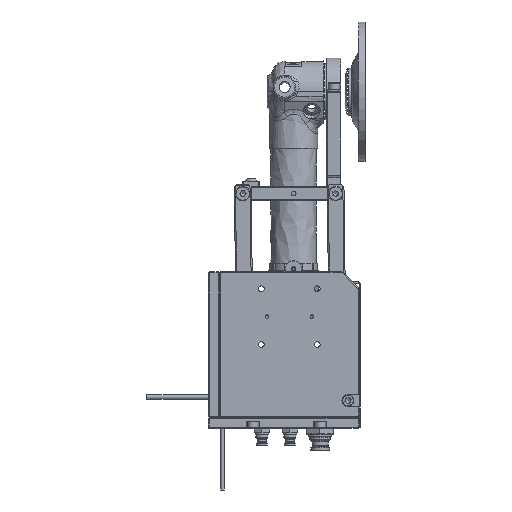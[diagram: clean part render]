
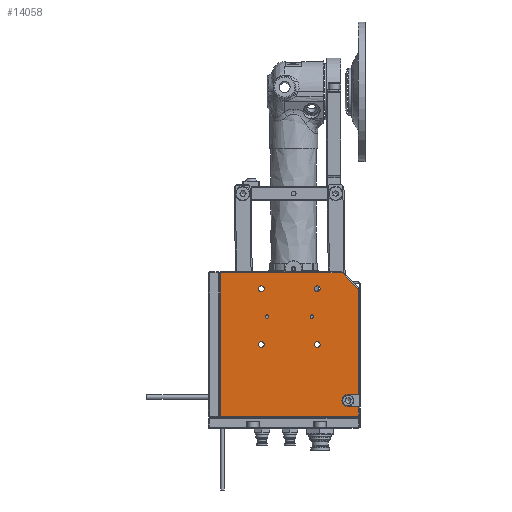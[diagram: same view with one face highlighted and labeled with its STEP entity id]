
A CAD part, left-side view. The second image highlights one B-rep face of the part: STEP entity #14058.
In plain terms, the highlighted planar face has unit normal (-1, 0, 0).
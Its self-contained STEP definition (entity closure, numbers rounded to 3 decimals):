
#298 = EDGE_CURVE ( 'NONE', #9756, #9756, #37085, .T. ) ;
#1154 = CARTESIAN_POINT ( 'NONE',  ( -52.5, -11., -1. ) ) ;
#1306 = DIRECTION ( 'NONE',  ( 0., -1., 0. ) ) ;
#1357 = ORIENTED_EDGE ( 'NONE', *, *, #4232, .F. ) ;
#2171 = VERTEX_POINT ( 'NONE', #18428 ) ;
#2383 = CARTESIAN_POINT ( 'NONE',  ( -52.5, -125., -120.5 ) ) ;
#2425 = CARTESIAN_POINT ( 'NONE',  ( -52.5, -145., -130. ) ) ;
#3925 = CARTESIAN_POINT ( 'NONE',  ( -52.5, -134., -120.5 ) ) ;
#3958 = VERTEX_POINT ( 'NONE', #18849 ) ;
#4104 = VECTOR ( 'NONE', #9102, 1000. ) ;
#4162 = DIRECTION ( 'NONE',  ( -1., 0., 0. ) ) ;
#4178 = EDGE_LOOP ( 'NONE', ( #1357 ) ) ;
#4232 = EDGE_CURVE ( 'NONE', #25162, #25162, #36016, .T. ) ;
#4347 = CARTESIAN_POINT ( 'NONE',  ( -52.5, -50., -65. ) ) ;
#4385 = DIRECTION ( 'NONE',  ( -1., 0., 0. ) ) ;
#4489 = ORIENTED_EDGE ( 'NONE', *, *, #27719, .F. ) ;
#4884 = CARTESIAN_POINT ( 'NONE',  ( -52.5, -11., -129. ) ) ;
#5019 = AXIS2_PLACEMENT_3D ( 'NONE', #25038, #14539, #14763 ) ;
#5781 = VERTEX_POINT ( 'NONE', #29909 ) ;
#7061 = CARTESIAN_POINT ( 'NONE',  ( -52.5, -97.5, -15. ) ) ;
#7111 = DIRECTION ( 'NONE',  ( 0., -1., 0. ) ) ;
#7731 = CIRCLE ( 'NONE', #32776, 2.5 ) ;
#7756 = VERTEX_POINT ( 'NONE', #15508 ) ;
#9102 = DIRECTION ( 'NONE',  ( 0., 0.707, 0.707 ) ) ;
#9135 = DIRECTION ( 'NONE',  ( 1., 0., 0. ) ) ;
#9756 = VERTEX_POINT ( 'NONE', #26970 ) ;
#10238 = LINE ( 'NONE', #41529, #27732 ) ;
#10727 = DIRECTION ( 'NONE',  ( 0., -1., 0. ) ) ;
#11328 = DIRECTION ( 'NONE',  ( 0., -1., 0. ) ) ;
#11574 = ORIENTED_EDGE ( 'NONE', *, *, #30260, .F. ) ;
#11720 = DIRECTION ( 'NONE',  ( 0., 1., 0. ) ) ;
#11737 = AXIS2_PLACEMENT_3D ( 'NONE', #16528, #29908, #13135 ) ;
#11873 = LINE ( 'NONE', #25530, #40750 ) ;
#11948 = CARTESIAN_POINT ( 'NONE',  ( -52.5, -10., -1. ) ) ;
#12478 = CARTESIAN_POINT ( 'NONE',  ( -52.5, -196.793, -78.207 ) ) ;
#12900 = EDGE_LOOP ( 'NONE', ( #4489 ) ) ;
#13023 = EDGE_CURVE ( 'NONE', #30858, #13709, #42043, .T. ) ;
#13135 = DIRECTION ( 'NONE',  ( 0., -1., 0. ) ) ;
#13709 = VERTEX_POINT ( 'NONE', #3925 ) ;
#13981 = DIRECTION ( 'NONE',  ( 0., -1., 0. ) ) ;
#14058 = ADVANCED_FACE ( 'NONE', ( #31715, #21461, #43573, #22806, #39795, #16760, #20116 ), #40420, .F. ) ;
#14539 = DIRECTION ( 'NONE',  ( -1., 0., 0. ) ) ;
#14763 = DIRECTION ( 'NONE',  ( 0., -1., 0. ) ) ;
#15508 = CARTESIAN_POINT ( 'NONE',  ( -52.5, -125., -109.5 ) ) ;
#15641 = VERTEX_POINT ( 'NONE', #36406 ) ;
#15676 = EDGE_CURVE ( 'NONE', #25387, #18920, #34105, .T. ) ;
#16181 = LINE ( 'NONE', #33155, #38587 ) ;
#16365 = CIRCLE ( 'NONE', #27724, 2.5 ) ;
#16515 = CIRCLE ( 'NONE', #17924, 5.5 ) ;
#16528 = CARTESIAN_POINT ( 'NONE',  ( -52.5, -47.5, -65. ) ) ;
#16760 = FACE_BOUND ( 'NONE', #12900, .T. ) ;
#17567 = DIRECTION ( 'NONE',  ( 0., -1., 0. ) ) ;
#17629 = CARTESIAN_POINT ( 'NONE',  ( -52.5, -125., -115. ) ) ;
#17924 = AXIS2_PLACEMENT_3D ( 'NONE', #17629, #4162, #7111 ) ;
#18151 = CARTESIAN_POINT ( 'NONE',  ( -52.5, -134., -129. ) ) ;
#18241 = ORIENTED_EDGE ( 'NONE', *, *, #298, .F. ) ;
#18257 = ORIENTED_EDGE ( 'NONE', *, *, #25059, .T. ) ;
#18428 = CARTESIAN_POINT ( 'NONE',  ( -52.5, -134., -15.414 ) ) ;
#18828 = CARTESIAN_POINT ( 'NONE',  ( -52.5, -147.803, -120.5 ) ) ;
#18849 = CARTESIAN_POINT ( 'NONE',  ( -52.5, -134., -109.5 ) ) ;
#18920 = VERTEX_POINT ( 'NONE', #18151 ) ;
#19033 = ORIENTED_EDGE ( 'NONE', *, *, #15676, .T. ) ;
#19456 = VERTEX_POINT ( 'NONE', #32614 ) ;
#19472 = DIRECTION ( 'NONE',  ( 0., 1., 0. ) ) ;
#20116 = FACE_OUTER_BOUND ( 'NONE', #30320, .T. ) ;
#20561 = ORIENTED_EDGE ( 'NONE', *, *, #35661, .T. ) ;
#20700 = AXIS2_PLACEMENT_3D ( 'NONE', #37686, #30322, #43960 ) ;
#21461 = FACE_BOUND ( 'NONE', #25781, .T. ) ;
#21475 = EDGE_LOOP ( 'NONE', ( #18241 ) ) ;
#21903 = EDGE_CURVE ( 'NONE', #35101, #25387, #10238, .T. ) ;
#22167 = ORIENTED_EDGE ( 'NONE', *, *, #29487, .F. ) ;
#22806 = FACE_BOUND ( 'NONE', #4178, .T. ) ;
#24056 = DIRECTION ( 'NONE',  ( -1., 0., 0. ) ) ;
#24196 = LINE ( 'NONE', #34909, #28273 ) ;
#25038 = CARTESIAN_POINT ( 'NONE',  ( -52.5, -52.5, -40. ) ) ;
#25059 = EDGE_CURVE ( 'NONE', #2171, #33945, #43121, .T. ) ;
#25162 = VERTEX_POINT ( 'NONE', #4347 ) ;
#25387 = VERTEX_POINT ( 'NONE', #4884 ) ;
#25530 = CARTESIAN_POINT ( 'NONE',  ( -52.5, -134., -120.5 ) ) ;
#25781 = EDGE_LOOP ( 'NONE', ( #39529 ) ) ;
#26437 = ORIENTED_EDGE ( 'NONE', *, *, #42825, .T. ) ;
#26674 = ORIENTED_EDGE ( 'NONE', *, *, #43318, .T. ) ;
#26910 = ORIENTED_EDGE ( 'NONE', *, *, #29824, .F. ) ;
#26970 = CARTESIAN_POINT ( 'NONE',  ( -52.5, -50., -15. ) ) ;
#27004 = EDGE_LOOP ( 'NONE', ( #26910 ) ) ;
#27087 = AXIS2_PLACEMENT_3D ( 'NONE', #2425, #9135, #19472 ) ;
#27719 = EDGE_CURVE ( 'NONE', #5781, #5781, #7731, .T. ) ;
#27724 = AXIS2_PLACEMENT_3D ( 'NONE', #35041, #4385, #11328 ) ;
#27732 = VECTOR ( 'NONE', #38164, 1000. ) ;
#27889 = EDGE_CURVE ( 'NONE', #15641, #15641, #16365, .T. ) ;
#28162 = ORIENTED_EDGE ( 'NONE', *, *, #13023, .F. ) ;
#28273 = VECTOR ( 'NONE', #41839, 1000. ) ;
#28286 = EDGE_CURVE ( 'NONE', #19456, #19456, #33495, .T. ) ;
#29487 = EDGE_CURVE ( 'NONE', #3958, #7756, #16181, .T. ) ;
#29600 = CARTESIAN_POINT ( 'NONE',  ( -52.5, -119.586, -1. ) ) ;
#29824 = EDGE_CURVE ( 'NONE', #36629, #36629, #43611, .T. ) ;
#29908 = DIRECTION ( 'NONE',  ( -1., 0., 0. ) ) ;
#29909 = CARTESIAN_POINT ( 'NONE',  ( -52.5, -100., -15. ) ) ;
#30260 = EDGE_CURVE ( 'NONE', #7756, #30858, #16515, .T. ) ;
#30320 = EDGE_LOOP ( 'NONE', ( #22167, #20561, #18257, #26674, #36235, #19033, #26437, #28162, #11574 ) ) ;
#30322 = DIRECTION ( 'NONE',  ( -1., 0., 0. ) ) ;
#30858 = VERTEX_POINT ( 'NONE', #2383 ) ;
#31326 = AXIS2_PLACEMENT_3D ( 'NONE', #32204, #35548, #10727 ) ;
#31715 = FACE_BOUND ( 'NONE', #27004, .T. ) ;
#32085 = LINE ( 'NONE', #11948, #40065 ) ;
#32204 = CARTESIAN_POINT ( 'NONE',  ( -52.5, -92.5, -40. ) ) ;
#32614 = CARTESIAN_POINT ( 'NONE',  ( -52.5, -94., -40. ) ) ;
#32776 = AXIS2_PLACEMENT_3D ( 'NONE', #7061, #24056, #13981 ) ;
#33155 = CARTESIAN_POINT ( 'NONE',  ( -52.5, -125., -109.5 ) ) ;
#33495 = CIRCLE ( 'NONE', #31326, 1.5 ) ;
#33850 = EDGE_LOOP ( 'NONE', ( #42824 ) ) ;
#33945 = VERTEX_POINT ( 'NONE', #29600 ) ;
#34105 = LINE ( 'NONE', #41030, #35067 ) ;
#34909 = CARTESIAN_POINT ( 'NONE',  ( -52.5, -134., -16. ) ) ;
#35041 = CARTESIAN_POINT ( 'NONE',  ( -52.5, -97.5, -65. ) ) ;
#35067 = VECTOR ( 'NONE', #17567, 1000. ) ;
#35101 = VERTEX_POINT ( 'NONE', #1154 ) ;
#35548 = DIRECTION ( 'NONE',  ( -1., 0., 0. ) ) ;
#35661 = EDGE_CURVE ( 'NONE', #3958, #2171, #24196, .T. ) ;
#35825 = DIRECTION ( 'NONE',  ( 0., 1., 0. ) ) ;
#35904 = VECTOR ( 'NONE', #1306, 1000. ) ;
#36016 = CIRCLE ( 'NONE', #11737, 2.5 ) ;
#36235 = ORIENTED_EDGE ( 'NONE', *, *, #21903, .T. ) ;
#36406 = CARTESIAN_POINT ( 'NONE',  ( -52.5, -100., -65. ) ) ;
#36629 = VERTEX_POINT ( 'NONE', #42674 ) ;
#37085 = CIRCLE ( 'NONE', #20700, 2.5 ) ;
#37686 = CARTESIAN_POINT ( 'NONE',  ( -52.5, -47.5, -15. ) ) ;
#38164 = DIRECTION ( 'NONE',  ( 0., 0., -1. ) ) ;
#38587 = VECTOR ( 'NONE', #35825, 1000. ) ;
#39183 = DIRECTION ( 'NONE',  ( 0., 0., 1. ) ) ;
#39529 = ORIENTED_EDGE ( 'NONE', *, *, #28286, .F. ) ;
#39795 = FACE_BOUND ( 'NONE', #33850, .T. ) ;
#40065 = VECTOR ( 'NONE', #11720, 1000. ) ;
#40420 = PLANE ( 'NONE',  #27087 ) ;
#40750 = VECTOR ( 'NONE', #39183, 1000. ) ;
#41030 = CARTESIAN_POINT ( 'NONE',  ( -52.5, -145., -129. ) ) ;
#41529 = CARTESIAN_POINT ( 'NONE',  ( -52.5, -11., -130. ) ) ;
#41839 = DIRECTION ( 'NONE',  ( 0., 0., 1. ) ) ;
#42043 = LINE ( 'NONE', #18828, #35904 ) ;
#42674 = CARTESIAN_POINT ( 'NONE',  ( -52.5, -54., -40. ) ) ;
#42824 = ORIENTED_EDGE ( 'NONE', *, *, #27889, .F. ) ;
#42825 = EDGE_CURVE ( 'NONE', #18920, #13709, #11873, .T. ) ;
#43121 = LINE ( 'NONE', #12478, #4104 ) ;
#43318 = EDGE_CURVE ( 'NONE', #33945, #35101, #32085, .T. ) ;
#43573 = FACE_BOUND ( 'NONE', #21475, .T. ) ;
#43611 = CIRCLE ( 'NONE', #5019, 1.5 ) ;
#43960 = DIRECTION ( 'NONE',  ( 0., -1., 0. ) ) ;
